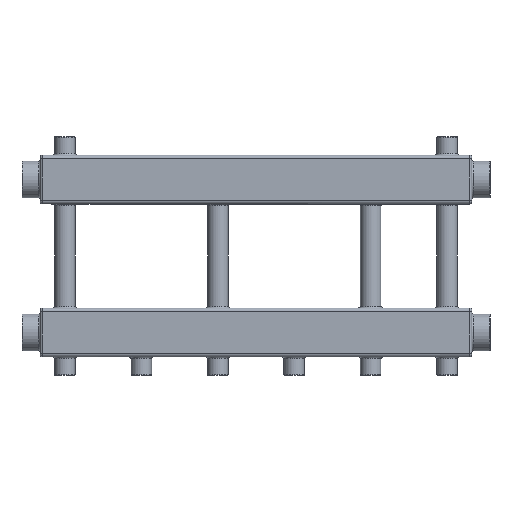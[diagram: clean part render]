
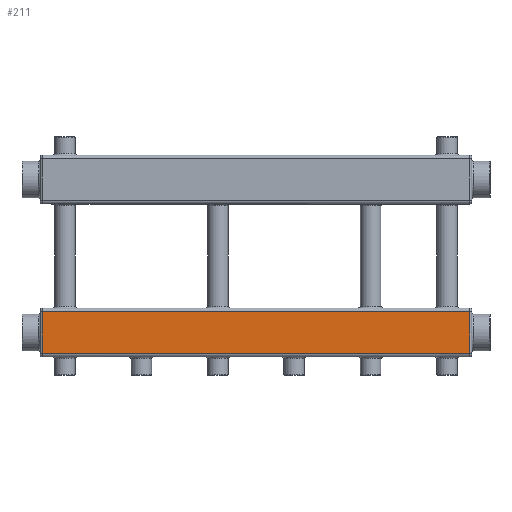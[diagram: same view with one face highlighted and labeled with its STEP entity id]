
A CAD part, left-side view. The second image highlights one B-rep face of the part: STEP entity #211.
In plain terms, the highlighted planar face has unit normal (-1, 0, 0).
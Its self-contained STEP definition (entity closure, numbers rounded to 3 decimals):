
#211=ADVANCED_FACE('',(#4863),#4865,.T.);
#4863=FACE_BOUND('',#4864,.T.);
#4864=EDGE_LOOP('',(#10135,#10136,#10137,#10138,#10139,#10140,#10141,#10142));
#4865=PLANE('',#4866);
#4866=AXIS2_PLACEMENT_3D('',#4867,#4868,#4869);
#4867=CARTESIAN_POINT('',(-40.,0.,-284.));
#4868=DIRECTION('',(-1.,0.,0.));
#4869=DIRECTION('',(0.,0.,1.));
#10135=ORIENTED_EDGE('',*,*,#12403,.T.);
#10136=ORIENTED_EDGE('',*,*,#12374,.T.);
#10137=ORIENTED_EDGE('',*,*,#12372,.F.);
#10138=ORIENTED_EDGE('',*,*,#12370,.F.);
#10139=ORIENTED_EDGE('',*,*,#12401,.F.);
#10140=ORIENTED_EDGE('',*,*,#12404,.T.);
#10141=ORIENTED_EDGE('',*,*,#12405,.F.);
#10142=ORIENTED_EDGE('',*,*,#12406,.F.);
#12370=EDGE_CURVE('',#13539,#13541,#13542,.F.);
#12372=EDGE_CURVE('',#13541,#13544,#13545,.T.);
#12374=EDGE_CURVE('',#13547,#13544,#13548,.F.);
#12401=EDGE_CURVE('',#13595,#13539,#13596,.T.);
#12403=EDGE_CURVE('',#13598,#13547,#13599,.T.);
#12404=EDGE_CURVE('',#13595,#13600,#13601,.F.);
#12405=EDGE_CURVE('',#13602,#13600,#13603,.T.);
#12406=EDGE_CURVE('',#13598,#13602,#13604,.F.);
#13539=VERTEX_POINT('',#15709);
#13541=VERTEX_POINT('',#15735);
#13542=LINE('',#15736,#15737);
#13544=VERTEX_POINT('',#15753);
#13545=LINE('',#15754,#15755);
#13547=VERTEX_POINT('',#15771);
#13548=LINE('',#15772,#15773);
#13595=VERTEX_POINT('',#15968);
#13596=LINE('',#15969,#15970);
#13598=VERTEX_POINT('',#15997);
#13599=LINE('',#15998,#15999);
#13600=VERTEX_POINT('',#16001);
#13601=LINE('',#16002,#16003);
#13602=VERTEX_POINT('',#16005);
#13603=LINE('',#16006,#16007);
#13604=LINE('',#16009,#16010);
#15709=CARTESIAN_POINT('',(-40.,699.039,-284.));
#15735=CARTESIAN_POINT('',(-40.,699.042,-284.));
#15736=CARTESIAN_POINT('',(-40.,699.042,-284.));
#15737=VECTOR('',#15738,1.);
#15738=DIRECTION('',(0.,-1.,0.));
#15753=CARTESIAN_POINT('',(-40.,699.042,-216.));
#15754=CARTESIAN_POINT('',(-40.,699.042,-284.));
#15755=VECTOR('',#15756,1.);
#15756=DIRECTION('',(0.,0.,1.));
#15771=CARTESIAN_POINT('',(-40.,699.039,-216.));
#15772=CARTESIAN_POINT('',(-40.,699.042,-216.));
#15773=VECTOR('',#15774,1.);
#15774=DIRECTION('',(0.,-1.,0.));
#15968=CARTESIAN_POINT('',(-40.,-0.039,-284.));
#15969=CARTESIAN_POINT('',(-40.,-0.039,-284.));
#15970=VECTOR('',#15971,1.);
#15971=DIRECTION('',(0.,1.,0.));
#15997=CARTESIAN_POINT('',(-40.,-0.039,-216.));
#15998=CARTESIAN_POINT('',(-40.,-0.039,-216.));
#15999=VECTOR('',#16000,1.);
#16000=DIRECTION('',(0.,1.,0.));
#16001=CARTESIAN_POINT('',(-40.,-0.042,-284.));
#16002=CARTESIAN_POINT('',(-40.,-0.042,-284.));
#16003=VECTOR('',#16004,1.);
#16004=DIRECTION('',(0.,1.,0.));
#16005=CARTESIAN_POINT('',(-40.,-0.042,-216.));
#16006=CARTESIAN_POINT('',(-40.,-0.042,-216.));
#16007=VECTOR('',#16008,1.);
#16008=DIRECTION('',(0.,0.,-1.));
#16009=CARTESIAN_POINT('',(-40.,-0.042,-216.));
#16010=VECTOR('',#16011,1.);
#16011=DIRECTION('',(0.,1.,0.));
